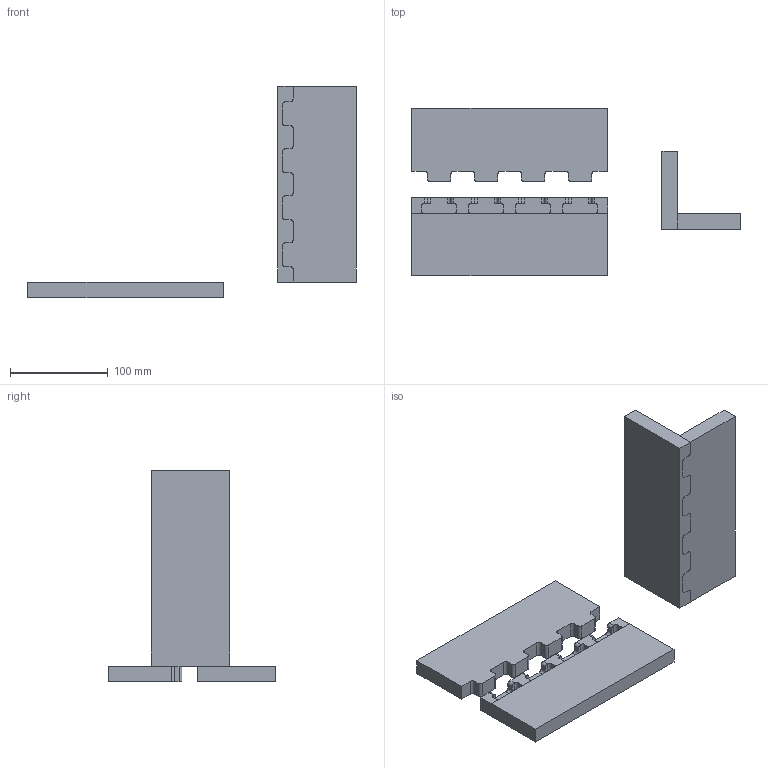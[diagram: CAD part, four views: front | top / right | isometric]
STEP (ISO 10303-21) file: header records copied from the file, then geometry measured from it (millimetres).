
FILE_DESCRIPTION(/* description */ (''),/* implementation_level */ '2;1');
FILE_NAME(/* name */ 'fillet-joint-one-sided',/* time_stamp */ '2025-09-02T17:39:33+02:00',/* author */ (''),/* organization */ (''),/* preprocessor_version */ 'ST-DEVELOPER v16.5',/* originating_system */ 'Rhino 7.38',/* authorisation */ '');
FILE_SCHEMA (('CONFIG_CONTROL_DESIGN'));
Length unit declared in the file: millimetre
Products named in the file (1): Document
Bounding box: 335.56 x 171.5 x 216 mm (x, y, z)
Volume: 913957.2 mm3; surface area: 160379.5 mm2
Topology: 4 solids, 4 shells, 220 faces, 636 edges, 424 vertices
Faces by surface type: plane 124, cylinder 96
Entity records: 6376 total; most frequent: CARTESIAN_POINT 2182, ORIENTED_EDGE 1272, EDGE_CURVE 636, B_SPLINE_CURVE_WITH_KNOTS 444, VERTEX_POINT 424, DIRECTION 224, AXIS2_PLACEMENT_3D 222, ADVANCED_FACE 220
